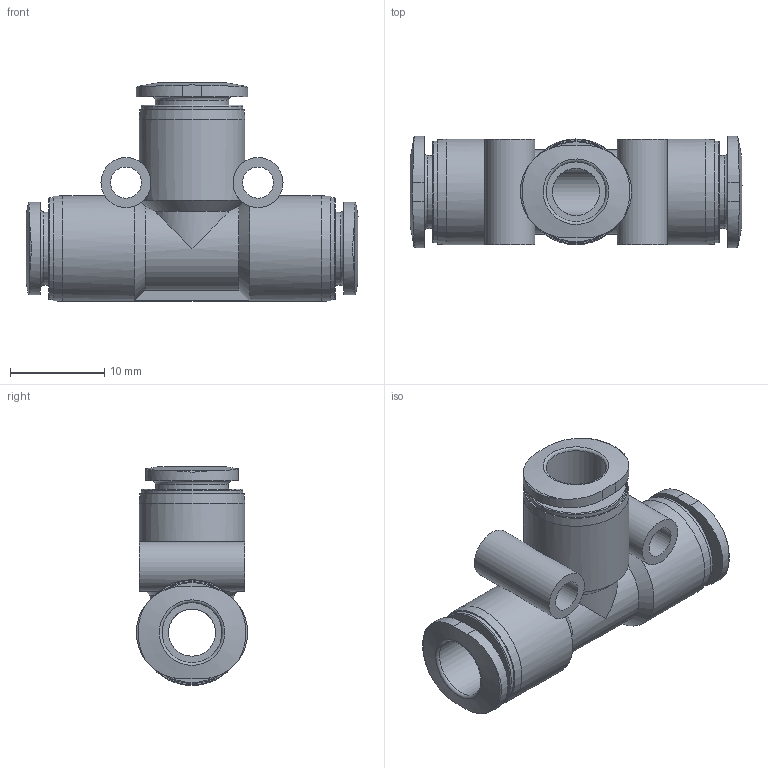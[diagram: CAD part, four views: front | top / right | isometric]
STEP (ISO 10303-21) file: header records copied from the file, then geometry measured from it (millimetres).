
FILE_DESCRIPTION(/* description */ ('STEP AP214'),/* implementation_level */ '2;1');
FILE_NAME(/* name */ '573069_QBMT-1_4T-U',/* time_stamp */ '2024-09-14T03:37:39+02:00',/* author */ ('License CC BY-ND 4.0'),/* organization */ ('CADENAS'),/* preprocessor_version */ 'ST-DEVELOPER v19.3',/* originating_system */ 'PARTsolutions',/* authorisation */ ' ');
FILE_SCHEMA (('AUTOMOTIVE_DESIGN {1 0 10303 214 3 1 1}'));
Length unit declared in the file: millimetre
Products named in the file (1): 573069 QBMT-1/4T-U
Bounding box: 35.2 x 11.8 x 23.2 mm (x, y, z)
Volume: 2977.1 mm3; surface area: 3467.3 mm2
Topology: 1 solids, 1 shells, 82 faces, 198 edges, 130 vertices
Faces by surface type: plane 28, cylinder 27, torus 15, cone 12
Full cylindrical faces by diameter (mm): 3.3 x2, 5 x2, 5.3 x2, 6.35 x3, 7.75 x3, 10.8 x3, 11.2 x2
Entity records: 2929 total; most frequent: CARTESIAN_POINT 585, DIRECTION 348, ORIENTED_EDGE 324, EDGE_CURVE 162, AXIS2_PLACEMENT_3D 161, EDGE_LOOP 134, FACE_BOUND 134, VERTEX_POINT 126
